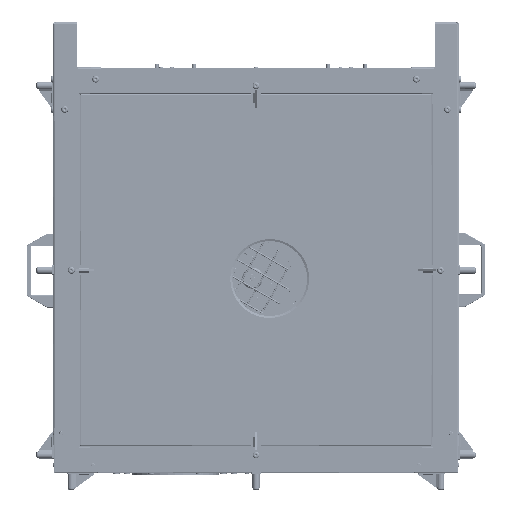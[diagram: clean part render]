
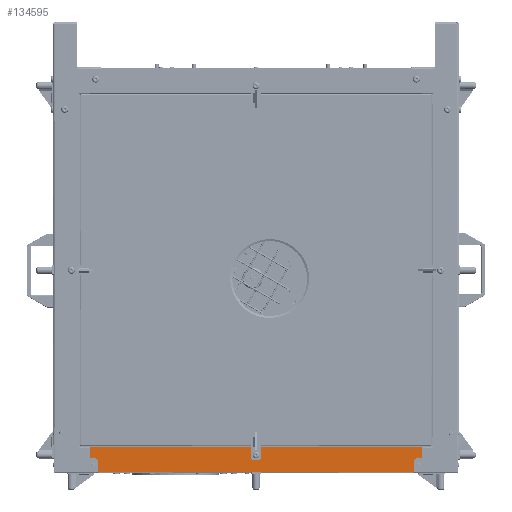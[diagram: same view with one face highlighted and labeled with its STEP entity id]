
A CAD part, front view. The second image highlights one B-rep face of the part: STEP entity #134595.
In plain terms, the highlighted planar face has unit normal (0, -1, 0).
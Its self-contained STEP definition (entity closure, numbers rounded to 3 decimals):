
#5876=PLANE('',#145050);
#13760=FACE_OUTER_BOUND('',#21827,.T.);
#21827=EDGE_LOOP('',(#102806,#102807,#102808,#102809,#102810,#102811,#102812,
#102813,#102814,#102815,#102816,#102817,#102818,#102819,#102820,#102821,
#102822,#102823,#102824));
#29993=LINE('',#209747,#41802);
#30002=LINE('',#209765,#41811);
#31015=LINE('',#213127,#42824);
#31017=LINE('',#213131,#42826);
#31018=LINE('',#213133,#42827);
#31063=LINE('',#213232,#42872);
#31064=LINE('',#213234,#42873);
#31065=LINE('',#213236,#42874);
#31066=LINE('',#213238,#42875);
#31067=LINE('',#213240,#42876);
#31068=LINE('',#213242,#42877);
#31069=LINE('',#213244,#42878);
#31070=LINE('',#213246,#42879);
#31071=LINE('',#213248,#42880);
#31072=LINE('',#213250,#42881);
#31073=LINE('',#213252,#42882);
#31074=LINE('',#213254,#42883);
#31075=LINE('',#213256,#42884);
#31076=LINE('',#213257,#42885);
#41802=VECTOR('',#165897,10.);
#41811=VECTOR('',#165912,10.);
#42824=VECTOR('',#168707,10.);
#42826=VECTOR('',#168711,10.);
#42827=VECTOR('',#168714,10.);
#42872=VECTOR('',#168827,10.);
#42873=VECTOR('',#168828,10.);
#42874=VECTOR('',#168829,10.);
#42875=VECTOR('',#168830,10.);
#42876=VECTOR('',#168831,10.);
#42877=VECTOR('',#168832,10.);
#42878=VECTOR('',#168833,10.);
#42879=VECTOR('',#168834,10.);
#42880=VECTOR('',#168835,10.);
#42881=VECTOR('',#168836,10.);
#42882=VECTOR('',#168837,10.);
#42883=VECTOR('',#168838,10.);
#42884=VECTOR('',#168839,10.);
#42885=VECTOR('',#168840,10.);
#59600=VERTEX_POINT('',#209744);
#59601=VERTEX_POINT('',#209746);
#59604=VERTEX_POINT('',#209755);
#59607=VERTEX_POINT('',#209763);
#60577=VERTEX_POINT('',#213125);
#60578=VERTEX_POINT('',#213129);
#60598=VERTEX_POINT('',#213231);
#60599=VERTEX_POINT('',#213233);
#60600=VERTEX_POINT('',#213235);
#60601=VERTEX_POINT('',#213237);
#60602=VERTEX_POINT('',#213239);
#60603=VERTEX_POINT('',#213241);
#60604=VERTEX_POINT('',#213243);
#60605=VERTEX_POINT('',#213245);
#60606=VERTEX_POINT('',#213247);
#60607=VERTEX_POINT('',#213249);
#60608=VERTEX_POINT('',#213251);
#60609=VERTEX_POINT('',#213253);
#60610=VERTEX_POINT('',#213255);
#74123=EDGE_CURVE('',#59601,#59600,#29993,.T.);
#74132=EDGE_CURVE('',#59604,#59607,#30002,.T.);
#75622=EDGE_CURVE('',#59607,#60577,#31015,.T.);
#75624=EDGE_CURVE('',#60577,#60578,#31017,.T.);
#75625=EDGE_CURVE('',#60578,#59601,#31018,.T.);
#75675=EDGE_CURVE('',#60598,#59600,#31063,.T.);
#75676=EDGE_CURVE('',#60598,#60599,#31064,.T.);
#75677=EDGE_CURVE('',#60599,#60600,#31065,.T.);
#75678=EDGE_CURVE('',#60600,#60601,#31066,.T.);
#75679=EDGE_CURVE('',#60601,#60602,#31067,.T.);
#75680=EDGE_CURVE('',#60602,#60603,#31068,.T.);
#75681=EDGE_CURVE('',#60603,#60604,#31069,.T.);
#75682=EDGE_CURVE('',#60604,#60605,#31070,.T.);
#75683=EDGE_CURVE('',#60605,#60606,#31071,.T.);
#75684=EDGE_CURVE('',#60606,#60607,#31072,.T.);
#75685=EDGE_CURVE('',#60607,#60608,#31073,.T.);
#75686=EDGE_CURVE('',#60609,#60608,#31074,.T.);
#75687=EDGE_CURVE('',#60610,#60609,#31075,.T.);
#75688=EDGE_CURVE('',#59604,#60610,#31076,.T.);
#102806=ORIENTED_EDGE('',*,*,#74132,.T.);
#102807=ORIENTED_EDGE('',*,*,#75622,.T.);
#102808=ORIENTED_EDGE('',*,*,#75624,.T.);
#102809=ORIENTED_EDGE('',*,*,#75625,.T.);
#102810=ORIENTED_EDGE('',*,*,#74123,.T.);
#102811=ORIENTED_EDGE('',*,*,#75675,.F.);
#102812=ORIENTED_EDGE('',*,*,#75676,.T.);
#102813=ORIENTED_EDGE('',*,*,#75677,.T.);
#102814=ORIENTED_EDGE('',*,*,#75678,.T.);
#102815=ORIENTED_EDGE('',*,*,#75679,.T.);
#102816=ORIENTED_EDGE('',*,*,#75680,.T.);
#102817=ORIENTED_EDGE('',*,*,#75681,.T.);
#102818=ORIENTED_EDGE('',*,*,#75682,.T.);
#102819=ORIENTED_EDGE('',*,*,#75683,.T.);
#102820=ORIENTED_EDGE('',*,*,#75684,.T.);
#102821=ORIENTED_EDGE('',*,*,#75685,.T.);
#102822=ORIENTED_EDGE('',*,*,#75686,.F.);
#102823=ORIENTED_EDGE('',*,*,#75687,.F.);
#102824=ORIENTED_EDGE('',*,*,#75688,.F.);
#134595=ADVANCED_FACE('',(#13760),#5876,.T.);
#145050=AXIS2_PLACEMENT_3D('',#213230,#168825,#168826);
#165897=DIRECTION('',(0.,0.,1.));
#165912=DIRECTION('',(0.,0.,-1.));
#168707=DIRECTION('',(-0.707,0.,-0.707));
#168711=DIRECTION('',(-1.,0.,0.));
#168714=DIRECTION('',(-0.707,0.,0.707));
#168825=DIRECTION('center_axis',(0.,-1.,0.));
#168826=DIRECTION('ref_axis',(0.,0.,
-1.));
#168827=DIRECTION('',(1.,0.,0.));
#168828=DIRECTION('',(0.,0.,-1.));
#168829=DIRECTION('',(1.,0.,0.));
#168830=DIRECTION('',(0.707,0.,-0.707));
#168831=DIRECTION('',(0.,0.,-1.));
#168832=DIRECTION('',(0.,0.,-1.));
#168833=DIRECTION('',(1.,0.,0.));
#168834=DIRECTION('',(0.,0.,1.));
#168835=DIRECTION('',(0.,0.,1.));
#168836=DIRECTION('',(0.707,0.,0.707));
#168837=DIRECTION('',(1.,0.,0.));
#168838=DIRECTION('',(0.,0.,-1.));
#168839=DIRECTION('',(0.,0.,-1.));
#168840=DIRECTION('',(1.,0.,0.));
#209744=CARTESIAN_POINT('',(-10.757,-410.54,-401.352));
#209746=CARTESIAN_POINT('',(-10.757,-410.54,-423.852));
#209747=CARTESIAN_POINT('',(-10.757,-410.54,-413.602));
#209755=CARTESIAN_POINT('',(9.243,-410.54,-401.352));
#209763=CARTESIAN_POINT('',(9.243,-410.54,-423.852));
#209765=CARTESIAN_POINT('',(9.243,-410.54,-386.102));
#213125=CARTESIAN_POINT('',(7.243,-410.54,-425.852));
#213127=CARTESIAN_POINT('',(-71.869,-410.54,-504.964));
#213129=CARTESIAN_POINT('',(-8.757,-410.54,-425.852));
#213131=CARTESIAN_POINT('',(-163.232,-410.54,-425.852));
#213133=CARTESIAN_POINT('',(-97.119,-410.54,-337.489));
#213230=CARTESIAN_POINT('Origin',(-335.707,-410.54,-401.352));
#213231=CARTESIAN_POINT('',(-335.707,-410.54,-401.352));
#213232=CARTESIAN_POINT('',(-335.707,-410.54,-401.352));
#213233=CARTESIAN_POINT('',(-335.707,-410.54,-422.102));
#213234=CARTESIAN_POINT('',(-335.707,-410.54,-401.352));
#213235=CARTESIAN_POINT('',(-323.907,-410.54,-422.102));
#213236=CARTESIAN_POINT('',(-326.807,-410.54,-422.102));
#213237=CARTESIAN_POINT('',(-317.907,-410.54,-428.102));
#213238=CARTESIAN_POINT('',(-330.544,-410.54,-415.464));
#213239=CARTESIAN_POINT('',(-317.907,-410.54,-450.227));
#213240=CARTESIAN_POINT('',(-317.907,-410.54,-381.727));
#213241=CARTESIAN_POINT('',(-317.907,-410.54,-450.352));
#213242=CARTESIAN_POINT('',(-317.907,-410.54,-426.102));
#213243=CARTESIAN_POINT('',(316.493,-410.54,-450.352));
#213244=CARTESIAN_POINT('',(-335.707,-410.54,-450.352));
#213245=CARTESIAN_POINT('',(316.493,-410.54,-450.227));
#213246=CARTESIAN_POINT('',(316.493,-410.54,-426.727));
#213247=CARTESIAN_POINT('',(316.493,-410.54,-428.102));
#213248=CARTESIAN_POINT('',(316.493,-410.54,-456.727));
#213249=CARTESIAN_POINT('',(322.493,-410.54,-422.102));
#213250=CARTESIAN_POINT('',(161.631,-410.54,-582.964));
#213251=CARTESIAN_POINT('',(334.293,-410.54,-422.102));
#213252=CARTESIAN_POINT('',(20.518,-410.54,-422.102));
#213253=CARTESIAN_POINT('',(334.293,-410.54,-401.489));
#213254=CARTESIAN_POINT('',(334.293,-410.54,-413.577));
#213255=CARTESIAN_POINT('',(334.293,-410.54,-401.352));
#213256=CARTESIAN_POINT('',(334.293,-410.54,-401.352));
#213257=CARTESIAN_POINT('',(-335.707,-410.54,-401.352));
